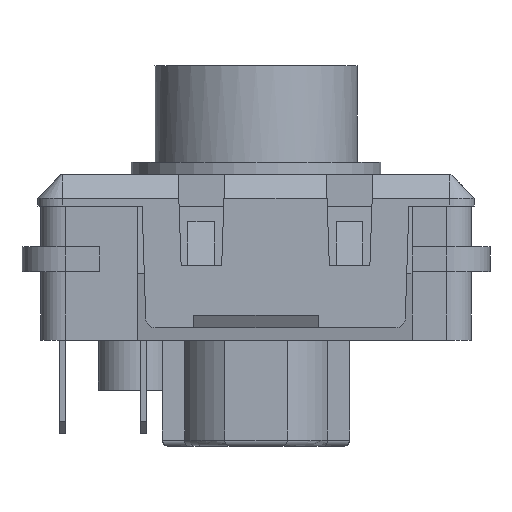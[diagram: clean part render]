
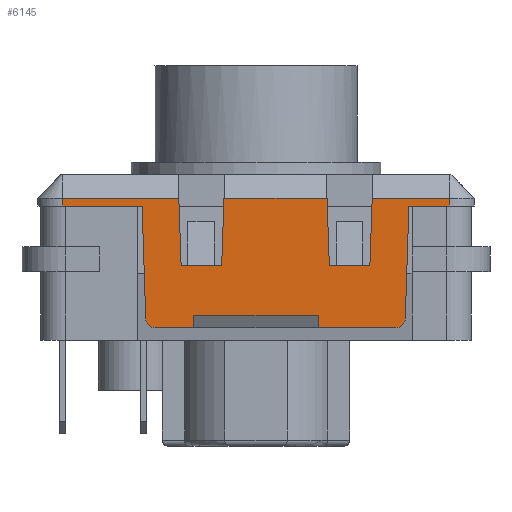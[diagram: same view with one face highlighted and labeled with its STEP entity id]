
A CAD part, left-side view. The second image highlights one B-rep face of the part: STEP entity #6145.
In plain terms, the highlighted planar face has unit normal (-1, 0, 0).
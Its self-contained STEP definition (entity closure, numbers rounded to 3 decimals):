
#4161 = VERTEX_POINT('',#4162);
#4162 = CARTESIAN_POINT('',(-7.,-6.2,-0.25));
#4185 = EDGE_CURVE('',#4161,#4186,#4188,.T.);
#4186 = VERTEX_POINT('',#4187);
#4187 = CARTESIAN_POINT('',(-7.,-3.724,-0.25));
#4188 = LINE('',#4189,#4190);
#4189 = CARTESIAN_POINT('',(-7.,-6.2,-0.25));
#4190 = VECTOR('',#4191,1.);
#4191 = DIRECTION('',(0.,1.,0.));
#4225 = EDGE_CURVE('',#4226,#4186,#4228,.T.);
#4226 = VERTEX_POINT('',#4227);
#4227 = CARTESIAN_POINT('',(-7.,-3.65,-2.4));
#4228 = LINE('',#4229,#4230);
#4229 = CARTESIAN_POINT('',(-7.,-3.65,-2.4));
#4230 = VECTOR('',#4231,1.);
#4231 = DIRECTION('',(0.,-0.034,0.999));
#4338 = EDGE_CURVE('',#4339,#4341,#4343,.T.);
#4339 = VERTEX_POINT('',#4340);
#4340 = CARTESIAN_POINT('',(-7.,-2.276,-0.25));
#4341 = VERTEX_POINT('',#4342);
#4342 = CARTESIAN_POINT('',(-7.,-2.35,-2.4));
#4343 = LINE('',#4344,#4345);
#4344 = CARTESIAN_POINT('',(-7.,-2.25,0.5));
#4345 = VECTOR('',#4346,1.);
#4346 = DIRECTION('',(0.,-0.034,-0.999));
#4433 = EDGE_CURVE('',#4339,#4434,#4436,.T.);
#4434 = VERTEX_POINT('',#4435);
#4435 = CARTESIAN_POINT('',(-7.,1.026,-0.25));
#4436 = LINE('',#4437,#4438);
#4437 = CARTESIAN_POINT('',(-7.,-6.2,-0.25));
#4438 = VECTOR('',#4439,1.);
#4439 = DIRECTION('',(0.,1.,0.));
#4502 = EDGE_CURVE('',#4434,#4503,#4505,.T.);
#4503 = VERTEX_POINT('',#4504);
#4504 = CARTESIAN_POINT('',(-7.,1.1,-2.4));
#4505 = LINE('',#4506,#4507);
#4506 = CARTESIAN_POINT('',(-7.,1.,0.5));
#4507 = VECTOR('',#4508,1.);
#4508 = DIRECTION('',(0.,0.034,-0.999));
#4617 = EDGE_CURVE('',#4618,#4620,#4622,.T.);
#4618 = VERTEX_POINT('',#4619);
#4619 = CARTESIAN_POINT('',(-7.,2.4,-2.4));
#4620 = VERTEX_POINT('',#4621);
#4621 = CARTESIAN_POINT('',(-7.,2.474,-0.25));
#4622 = LINE('',#4623,#4624);
#4623 = CARTESIAN_POINT('',(-7.,2.4,-2.4));
#4624 = VECTOR('',#4625,1.);
#4625 = DIRECTION('',(0.,0.034,0.999));
#4681 = EDGE_CURVE('',#4620,#4682,#4684,.T.);
#4682 = VERTEX_POINT('',#4683);
#4683 = CARTESIAN_POINT('',(-7.,6.2,-0.25));
#4684 = LINE('',#4685,#4686);
#4685 = CARTESIAN_POINT('',(-7.,-6.2,-0.25));
#4686 = VECTOR('',#4687,1.);
#4687 = DIRECTION('',(0.,1.,0.));
#5894 = VERTEX_POINT('',#5895);
#5895 = CARTESIAN_POINT('',(-7.,-6.2,-0.5));
#5902 = EDGE_CURVE('',#5894,#5903,#5905,.T.);
#5903 = VERTEX_POINT('',#5904);
#5904 = CARTESIAN_POINT('',(-7.,-4.9,-0.5));
#5905 = LINE('',#5906,#5907);
#5906 = CARTESIAN_POINT('',(-7.,-6.2,-0.5));
#5907 = VECTOR('',#5908,1.);
#5908 = DIRECTION('',(0.,1.,0.));
#5945 = VERTEX_POINT('',#5946);
#5946 = CARTESIAN_POINT('',(-7.,3.65,-0.5));
#5952 = EDGE_CURVE('',#5945,#5953,#5955,.T.);
#5953 = VERTEX_POINT('',#5954);
#5954 = CARTESIAN_POINT('',(-7.,6.2,-0.5));
#5955 = LINE('',#5956,#5957);
#5956 = CARTESIAN_POINT('',(-7.,-6.2,-0.5));
#5957 = VECTOR('',#5958,1.);
#5958 = DIRECTION('',(0.,1.,0.));
#6132 = EDGE_CURVE('',#5894,#4161,#6133,.T.);
#6133 = LINE('',#6134,#6135);
#6134 = CARTESIAN_POINT('',(-7.,-6.2,-0.5));
#6135 = VECTOR('',#6136,1.);
#6136 = DIRECTION('',(0.,0.,1.));
#6145 = ADVANCED_FACE('',(#6146),#6248,.T.);
#6146 = FACE_BOUND('',#6147,.T.);
#6147 = EDGE_LOOP('',(#6148,#6156,#6157,#6158,#6159,#6160,#6166,#6167,
    #6168,#6169,#6175,#6176,#6177,#6183,#6184,#6192,#6201,#6209,#6217,
    #6225,#6233,#6241));
#6148 = ORIENTED_EDGE('',*,*,#6149,.F.);
#6149 = EDGE_CURVE('',#5903,#6150,#6152,.T.);
#6150 = VERTEX_POINT('',#6151);
#6151 = CARTESIAN_POINT('',(-7.,-4.784,-4.11));
#6152 = LINE('',#6153,#6154);
#6153 = CARTESIAN_POINT('',(-7.,-4.9,-0.5));
#6154 = VECTOR('',#6155,1.);
#6155 = DIRECTION('',(-0.,0.032,-0.999));
#6156 = ORIENTED_EDGE('',*,*,#5902,.F.);
#6157 = ORIENTED_EDGE('',*,*,#6132,.T.);
#6158 = ORIENTED_EDGE('',*,*,#4185,.T.);
#6159 = ORIENTED_EDGE('',*,*,#4225,.F.);
#6160 = ORIENTED_EDGE('',*,*,#6161,.F.);
#6161 = EDGE_CURVE('',#4341,#4226,#6162,.T.);
#6162 = LINE('',#6163,#6164);
#6163 = CARTESIAN_POINT('',(-7.,-2.35,-2.4));
#6164 = VECTOR('',#6165,1.);
#6165 = DIRECTION('',(0.,-1.,0.));
#6166 = ORIENTED_EDGE('',*,*,#4338,.F.);
#6167 = ORIENTED_EDGE('',*,*,#4433,.T.);
#6168 = ORIENTED_EDGE('',*,*,#4502,.T.);
#6169 = ORIENTED_EDGE('',*,*,#6170,.T.);
#6170 = EDGE_CURVE('',#4503,#4618,#6171,.T.);
#6171 = LINE('',#6172,#6173);
#6172 = CARTESIAN_POINT('',(-7.,1.1,-2.4));
#6173 = VECTOR('',#6174,1.);
#6174 = DIRECTION('',(0.,1.,0.));
#6175 = ORIENTED_EDGE('',*,*,#4617,.T.);
#6176 = ORIENTED_EDGE('',*,*,#4681,.T.);
#6177 = ORIENTED_EDGE('',*,*,#6178,.F.);
#6178 = EDGE_CURVE('',#5953,#4682,#6179,.T.);
#6179 = LINE('',#6180,#6181);
#6180 = CARTESIAN_POINT('',(-7.,6.2,-0.5));
#6181 = VECTOR('',#6182,1.);
#6182 = DIRECTION('',(0.,0.,1.));
#6183 = ORIENTED_EDGE('',*,*,#5952,.F.);
#6184 = ORIENTED_EDGE('',*,*,#6185,.F.);
#6185 = EDGE_CURVE('',#6186,#5945,#6188,.T.);
#6186 = VERTEX_POINT('',#6187);
#6187 = CARTESIAN_POINT('',(-7.,3.534,-4.11));
#6188 = LINE('',#6189,#6190);
#6189 = CARTESIAN_POINT('',(-7.,3.525,-4.4));
#6190 = VECTOR('',#6191,1.);
#6191 = DIRECTION('',(0.,0.032,0.999));
#6192 = ORIENTED_EDGE('',*,*,#6193,.T.);
#6193 = EDGE_CURVE('',#6186,#6194,#6196,.T.);
#6194 = VERTEX_POINT('',#6195);
#6195 = CARTESIAN_POINT('',(-7.,3.234,-4.4));
#6196 = CIRCLE('',#6197,0.3);
#6197 = AXIS2_PLACEMENT_3D('',#6198,#6199,#6200);
#6198 = CARTESIAN_POINT('',(-7.,3.234,-4.1));
#6199 = DIRECTION('',(-1.,0.,0.));
#6200 = DIRECTION('',(0.,0.,1.));
#6201 = ORIENTED_EDGE('',*,*,#6202,.F.);
#6202 = EDGE_CURVE('',#6203,#6194,#6205,.T.);
#6203 = VERTEX_POINT('',#6204);
#6204 = CARTESIAN_POINT('',(-7.,2.,-4.4));
#6205 = LINE('',#6206,#6207);
#6206 = CARTESIAN_POINT('',(-7.,-4.775,-4.4));
#6207 = VECTOR('',#6208,1.);
#6208 = DIRECTION('',(0.,1.,0.));
#6209 = ORIENTED_EDGE('',*,*,#6210,.F.);
#6210 = EDGE_CURVE('',#6211,#6203,#6213,.T.);
#6211 = VERTEX_POINT('',#6212);
#6212 = CARTESIAN_POINT('',(-7.,2.,-4.));
#6213 = LINE('',#6214,#6215);
#6214 = CARTESIAN_POINT('',(-7.,2.,-4.));
#6215 = VECTOR('',#6216,1.);
#6216 = DIRECTION('',(0.,0.,-1.));
#6217 = ORIENTED_EDGE('',*,*,#6218,.T.);
#6218 = EDGE_CURVE('',#6211,#6219,#6221,.T.);
#6219 = VERTEX_POINT('',#6220);
#6220 = CARTESIAN_POINT('',(-7.,-2.,-4.));
#6221 = LINE('',#6222,#6223);
#6222 = CARTESIAN_POINT('',(-7.,2.,-4.));
#6223 = VECTOR('',#6224,1.);
#6224 = DIRECTION('',(0.,-1.,0.));
#6225 = ORIENTED_EDGE('',*,*,#6226,.T.);
#6226 = EDGE_CURVE('',#6219,#6227,#6229,.T.);
#6227 = VERTEX_POINT('',#6228);
#6228 = CARTESIAN_POINT('',(-7.,-2.,-4.4));
#6229 = LINE('',#6230,#6231);
#6230 = CARTESIAN_POINT('',(-7.,-2.,-4.));
#6231 = VECTOR('',#6232,1.);
#6232 = DIRECTION('',(0.,0.,-1.));
#6233 = ORIENTED_EDGE('',*,*,#6234,.F.);
#6234 = EDGE_CURVE('',#6235,#6227,#6237,.T.);
#6235 = VERTEX_POINT('',#6236);
#6236 = CARTESIAN_POINT('',(-7.,-4.484,-4.4));
#6237 = LINE('',#6238,#6239);
#6238 = CARTESIAN_POINT('',(-7.,-4.775,-4.4));
#6239 = VECTOR('',#6240,1.);
#6240 = DIRECTION('',(0.,1.,0.));
#6241 = ORIENTED_EDGE('',*,*,#6242,.F.);
#6242 = EDGE_CURVE('',#6150,#6235,#6243,.T.);
#6243 = CIRCLE('',#6244,0.3);
#6244 = AXIS2_PLACEMENT_3D('',#6245,#6246,#6247);
#6245 = CARTESIAN_POINT('',(-7.,-4.484,-4.1));
#6246 = DIRECTION('',(1.,0.,-0.));
#6247 = DIRECTION('',(0.,0.,1.));
#6248 = PLANE('',#6249);
#6249 = AXIS2_PLACEMENT_3D('',#6250,#6251,#6252);
#6250 = CARTESIAN_POINT('',(-7.,-0.241,-1.889));
#6251 = DIRECTION('',(-1.,0.,0.));
#6252 = DIRECTION('',(0.,0.,-1.));
